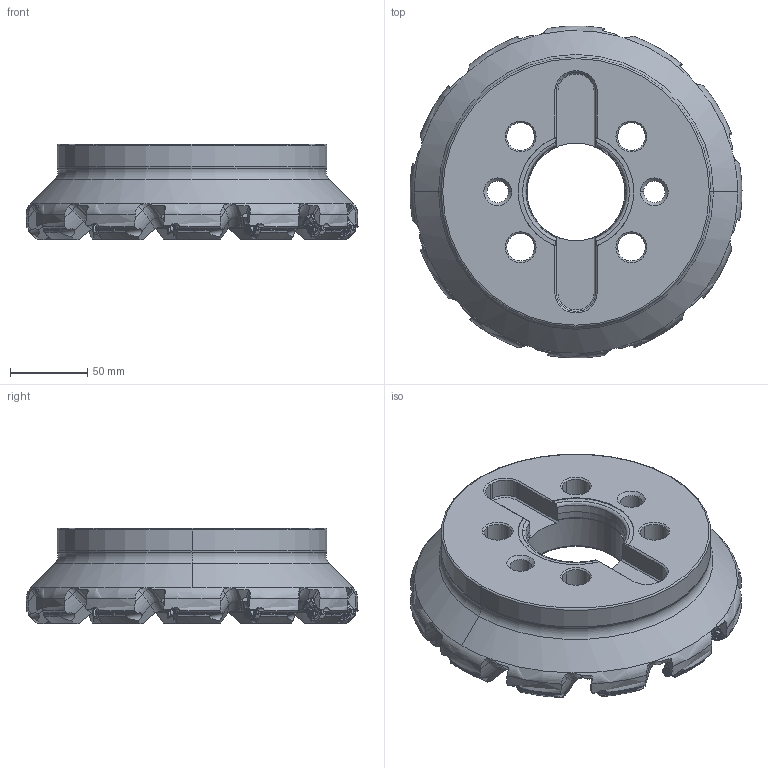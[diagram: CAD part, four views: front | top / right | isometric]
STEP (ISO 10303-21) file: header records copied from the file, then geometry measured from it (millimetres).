
FILE_DESCRIPTION(/* description */ (''),/* implementation_level */ '2;1');
FILE_NAME(/* name */ 'WSX445UR0812MN.stp',/* time_stamp */ '2021-09-08T11:36:25+09:00',/* author */ (''),/* organization */ (''),/* preprocessor_version */ 'ST-DEVELOPER v16',/* originating_system */ 'SIEMENS PLM Software NX 10.0',/* authorisation */ '');
FILE_SCHEMA (('AUTOMOTIVE_DESIGN { 1 0 10303 214 3 1 1 1 }'));
Products named in the file (1): WSX445UR0812MN_ASM
Bounding box: 215.46 x 215.46 x 61.75 mm (x, y, z)
Volume: 1086476.9 mm3; surface area: 125601.4 mm2
Topology: 13 solids, 13 shells, 1807 faces, 4626 edges, 2877 vertices
Faces by surface type: cylinder 530, plane 399, bspline 384, torus 194, cone 120, extrusion 96, sphere 84
Entity records: 127864 total; most frequent: CARTESIAN_POINT 87489, ORIENTED_EDGE 9156, DIRECTION 7156, EDGE_CURVE 4578, AXIS2_PLACEMENT_3D 2870, VERTEX_POINT 2822, B_SPLINE_CURVE_WITH_KNOTS 1868, EDGE_LOOP 1846
